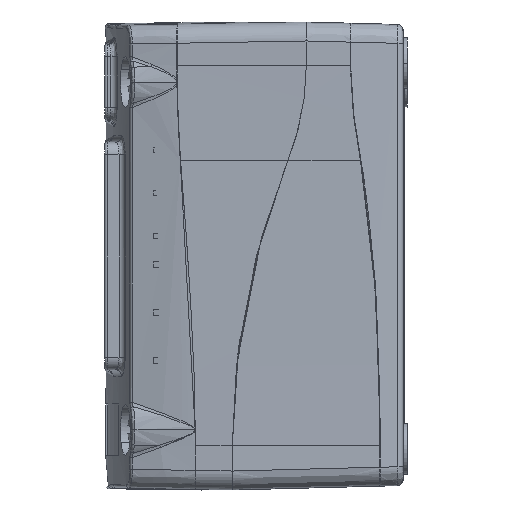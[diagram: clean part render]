
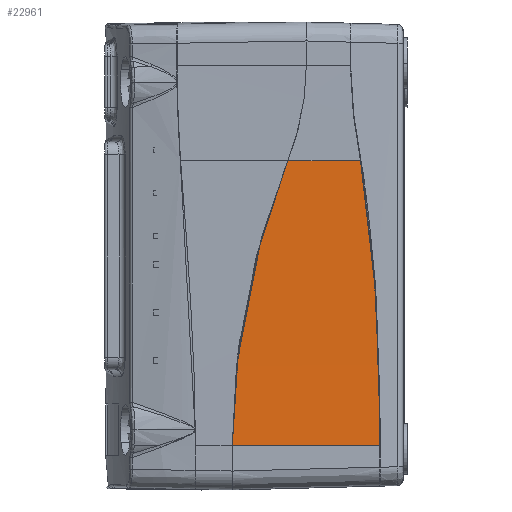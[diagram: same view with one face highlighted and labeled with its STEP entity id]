
A CAD part, left-side view. The second image highlights one B-rep face of the part: STEP entity #22961.
In plain terms, the highlighted free-form (B-spline) face has degree [5, 1] with [15, 2] control points.
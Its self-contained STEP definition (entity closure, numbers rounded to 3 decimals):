
#16159=CARTESIAN_POINT('Vertex',(-37.,27.,-63.)) ;
#16438=CARTESIAN_POINT('Vertex',(-36.599,6.732,-17.95)) ;
#16607=CARTESIAN_POINT('Control Point',(-36.185,3.67,-63.)) ;
#16608=CARTESIAN_POINT('Control Point',(-36.185,3.67,-62.91)) ;
#16609=CARTESIAN_POINT('Control Point',(-36.185,3.67,-62.819)) ;
#16610=CARTESIAN_POINT('Control Point',(-36.185,3.67,-62.729)) ;
#16611=CARTESIAN_POINT('Control Point',(-36.185,3.671,-61.978)) ;
#16612=CARTESIAN_POINT('Control Point',(-36.186,3.673,-61.229)) ;
#16613=CARTESIAN_POINT('Control Point',(-36.186,3.676,-60.571)) ;
#16614=CARTESIAN_POINT('Control Point',(-36.188,3.69,-58.604)) ;
#16615=CARTESIAN_POINT('Control Point',(-36.192,3.715,-56.636)) ;
#16616=CARTESIAN_POINT('Control Point',(-36.196,3.737,-55.326)) ;
#16617=CARTESIAN_POINT('Control Point',(-36.217,3.869,-48.889)) ;
#16618=CARTESIAN_POINT('Control Point',(-36.257,4.128,-42.497)) ;
#16619=CARTESIAN_POINT('Control Point',(-36.302,4.423,-37.461)) ;
#16620=CARTESIAN_POINT('Control Point',(-36.368,4.874,-31.715)) ;
#16621=CARTESIAN_POINT('Control Point',(-36.452,5.518,-26.119)) ;
#16622=CARTESIAN_POINT('Control Point',(-36.464,5.611,-25.353)) ;
#16623=CARTESIAN_POINT('Control Point',(-36.489,5.8,-23.855)) ;
#16624=CARTESIAN_POINT('Control Point',(-36.514,6.007,-22.37)) ;
#16625=CARTESIAN_POINT('Control Point',(-36.527,6.113,-21.646)) ;
#16626=CARTESIAN_POINT('Control Point',(-36.547,6.277,-20.58)) ;
#16627=CARTESIAN_POINT('Control Point',(-36.567,6.453,-19.522)) ;
#16628=CARTESIAN_POINT('Control Point',(-36.574,6.511,-19.183)) ;
#16629=CARTESIAN_POINT('Control Point',(-36.583,6.589,-18.733)) ;
#16630=CARTESIAN_POINT('Control Point',(-36.592,6.671,-18.284)) ;
#16631=CARTESIAN_POINT('Control Point',(-36.594,6.691,-18.172)) ;
#16632=CARTESIAN_POINT('Control Point',(-36.596,6.711,-18.061)) ;
#16633=CARTESIAN_POINT('Control Point',(-36.599,6.732,-17.95)) ;
#16634=CARTESIAN_POINT('Vertex',(-36.185,3.67,-63.)) ;
#22469=CARTESIAN_POINT('Control Point',(-36.185,3.67,-63.)) ;
#22470=CARTESIAN_POINT('Control Point',(-37.,27.,-63.)) ;
#22696=CARTESIAN_POINT('Control Point',(-37.,27.,-63.)) ;
#22697=CARTESIAN_POINT('Control Point',(-37.,27.,-61.147)) ;
#22698=CARTESIAN_POINT('Control Point',(-37.,26.964,-59.317)) ;
#22699=CARTESIAN_POINT('Control Point',(-37.,26.895,-57.497)) ;
#22700=CARTESIAN_POINT('Control Point',(-37.,26.683,-53.803)) ;
#22701=CARTESIAN_POINT('Control Point',(-37.,26.328,-50.12)) ;
#22702=CARTESIAN_POINT('Control Point',(-37.,26.027,-47.132)) ;
#22703=CARTESIAN_POINT('Control Point',(-37.,24.923,-40.06)) ;
#22704=CARTESIAN_POINT('Control Point',(-37.,23.295,-33.09)) ;
#22705=CARTESIAN_POINT('Control Point',(-37.,22.454,-30.207)) ;
#22706=CARTESIAN_POINT('Control Point',(-37.,21.666,-27.547)) ;
#22707=CARTESIAN_POINT('Control Point',(-37.,20.801,-24.913)) ;
#22708=CARTESIAN_POINT('Control Point',(-37.,20.504,-24.038)) ;
#22709=CARTESIAN_POINT('Control Point',(-37.,19.893,-22.289)) ;
#22710=CARTESIAN_POINT('Control Point',(-37.,19.247,-20.551)) ;
#22711=CARTESIAN_POINT('Control Point',(-37.,18.914,-19.68)) ;
#22712=CARTESIAN_POINT('Control Point',(-37.,18.574,-18.818)) ;
#22713=CARTESIAN_POINT('Control Point',(-37.,18.225,-17.956)) ;
#22714=CARTESIAN_POINT('Vertex',(-37.,18.225,-17.956)) ;
#22914=CARTESIAN_POINT('Control Point',(-36.599,6.732,-17.95)) ;
#22915=CARTESIAN_POINT('Control Point',(-37.,18.225,-17.956)) ;
#22925=CARTESIAN_POINT('Control Point',(-36.185,3.67,-63.)) ;
#22926=CARTESIAN_POINT('Control Point',(-37.,27.,-63.)) ;
#22927=CARTESIAN_POINT('Control Point',(-36.185,3.67,-61.142)) ;
#22928=CARTESIAN_POINT('Control Point',(-37.,27.,-61.143)) ;
#22929=CARTESIAN_POINT('Control Point',(-36.185,3.634,-59.318)) ;
#22930=CARTESIAN_POINT('Control Point',(-37.,26.964,-59.319)) ;
#22931=CARTESIAN_POINT('Control Point',(-36.185,3.564,-57.471)) ;
#22932=CARTESIAN_POINT('Control Point',(-37.,26.894,-57.472)) ;
#22933=CARTESIAN_POINT('Control Point',(-36.185,3.244,-51.93)) ;
#22934=CARTESIAN_POINT('Control Point',(-37.,26.574,-51.933)) ;
#22935=CARTESIAN_POINT('Control Point',(-36.185,2.605,-46.415)) ;
#22936=CARTESIAN_POINT('Control Point',(-37.,25.935,-46.419)) ;
#22937=CARTESIAN_POINT('Control Point',(-36.185,2.038,-42.76)) ;
#22938=CARTESIAN_POINT('Control Point',(-37.,25.368,-42.765)) ;
#22939=CARTESIAN_POINT('Control Point',(-36.185,0.801,-36.408)) ;
#22940=CARTESIAN_POINT('Control Point',(-37.,24.131,-36.415)) ;
#22941=CARTESIAN_POINT('Control Point',(-36.185,-0.86,-30.156)) ;
#22942=CARTESIAN_POINT('Control Point',(-37.,22.47,-30.165)) ;
#22943=CARTESIAN_POINT('Control Point',(-36.185,-1.649,-27.498)) ;
#22944=CARTESIAN_POINT('Control Point',(-37.,21.681,-27.507)) ;
#22945=CARTESIAN_POINT('Control Point',(-36.185,-2.802,-23.987)) ;
#22946=CARTESIAN_POINT('Control Point',(-37.,20.528,-23.996)) ;
#22947=CARTESIAN_POINT('Control Point',(-36.185,-4.09,-20.523)) ;
#22948=CARTESIAN_POINT('Control Point',(-37.,19.24,-20.534)) ;
#22949=CARTESIAN_POINT('Control Point',(-36.185,-4.421,-19.656)) ;
#22950=CARTESIAN_POINT('Control Point',(-37.,18.908,-19.667)) ;
#22951=CARTESIAN_POINT('Control Point',(-36.185,-4.758,-18.802)) ;
#22952=CARTESIAN_POINT('Control Point',(-37.,18.572,-18.813)) ;
#22953=CARTESIAN_POINT('Control Point',(-36.185,-5.105,-17.944)) ;
#22954=CARTESIAN_POINT('Control Point',(-37.,18.225,-17.956)) ;
#22956=ORIENTED_EDGE('',*,*,#22916,.F.) ;
#22957=ORIENTED_EDGE('',*,*,#22716,.T.) ;
#22958=ORIENTED_EDGE('',*,*,#22471,.T.) ;
#22959=ORIENTED_EDGE('',*,*,#16636,.F.) ;
#22961=ADVANCED_FACE('Corps principal',(#22960),#22924,.T.) ;
#16606=B_SPLINE_CURVE_WITH_KNOTS('',5,(#16607,#16608,#16609,#16610,#16611,#16612,#16613,#16614,#16615,#16616,#16617,#16618,#16619,#16620,#16621,#16622,#16623,#16624,#16625,#16626,#16627,#16628,#16629,#16630,#16631,#16632,#16633),.UNSPECIFIED.,.F.,.U.,(6,3,3,3,3,3,3,3,6),(31.945,32.727,38.454,49.849,94.391,101.479,108.319,111.558,112.639),.UNSPECIFIED.) ;
#22468=B_SPLINE_CURVE_WITH_KNOTS('',1,(#22469,#22470),.UNSPECIFIED.,.F.,.U.,(2,2),(-23.344,0.),.UNSPECIFIED.) ;
#22695=B_SPLINE_CURVE_WITH_KNOTS('',5,(#22696,#22697,#22698,#22699,#22700,#22701,#22702,#22703,#22704,#22705,#22706,#22707,#22708,#22709,#22710,#22711,#22712,#22713),.UNSPECIFIED.,.F.,.U.,(6,3,3,3,3,6),(0.,16.024,32.045,48.066,56.065,64.119),.UNSPECIFIED.) ;
#22913=B_SPLINE_CURVE_WITH_KNOTS('',1,(#22914,#22915),.UNSPECIFIED.,.F.,.U.,(2,2),(-11.5,0.),.UNSPECIFIED.) ;
#22924=B_SPLINE_SURFACE_WITH_KNOTS('',5,1,((#22925,#22926),(#22927,#22928),(#22929,#22930),(#22931,#22932),(#22933,#22934),(#22935,#22936),(#22937,#22938),(#22939,#22940),(#22941,#22942),(#22943,#22944),(#22945,#22946),(#22947,#22948),(#22949,#22950),(#22951,#22952),(#22953,#22954)),.UNSPECIFIED.,.F.,.F.,.U.,(6,3,3,3,6),(2,2),(0.,13.109,39.238,58.835,65.368),(-23.344,0.),.UNSPECIFIED.) ;
#16636=EDGE_CURVE('',#16439,#16635,#16606,.F.) ;
#22471=EDGE_CURVE('',#16160,#16635,#22468,.F.) ;
#22716=EDGE_CURVE('',#22715,#16160,#22695,.F.) ;
#22916=EDGE_CURVE('',#22715,#16439,#22913,.F.) ;
#22955=EDGE_LOOP('',(#22956,#22957,#22958,#22959)) ;
#22960=FACE_OUTER_BOUND('',#22955,.T.) ;
#16160=VERTEX_POINT('',#16159) ;
#16439=VERTEX_POINT('',#16438) ;
#16635=VERTEX_POINT('',#16634) ;
#22715=VERTEX_POINT('',#22714) ;
